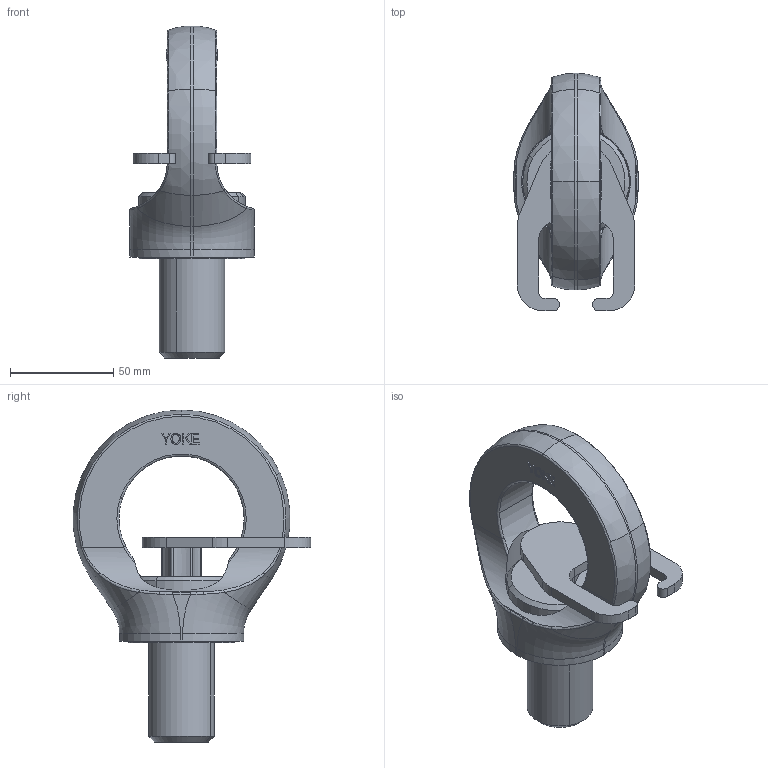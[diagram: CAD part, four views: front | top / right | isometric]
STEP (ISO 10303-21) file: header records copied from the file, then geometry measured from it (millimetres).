
FILE_DESCRIPTION(('CATIA V5 STEP Exchange'),'2;1');
FILE_NAME('8-292K-045.stp','2016-02-16T01:27:06+00:00',('none'),('none'),'CATIA Version 5 Release 21 GA (IN-10)','CATIA V5 STEP AP203','none');
FILE_SCHEMA(('CONFIG_CONTROL_DESIGN'));
Length unit declared in the file: millimetre
Products named in the file (1): 8-292K-045
Bounding box: 60 x 114.89 x 160.5 mm (x, y, z)
Volume: 250182 mm3; surface area: 46733.4 mm2
Topology: 2 solids, 2 shells, 405 faces, 1115 edges, 730 vertices
Faces by surface type: plane 283, cylinder 42, extrusion 28, bspline 20, torus 17, revolution 8, cone 7
Entity records: 14067 total; most frequent: CARTESIAN_POINT 4213, ORIENTED_EDGE 2230, DIRECTION 1635, EDGE_CURVE 1115, VECTOR 874, LINE 846, VERTEX_POINT 730, AXIS2_PLACEMENT_3D 440
